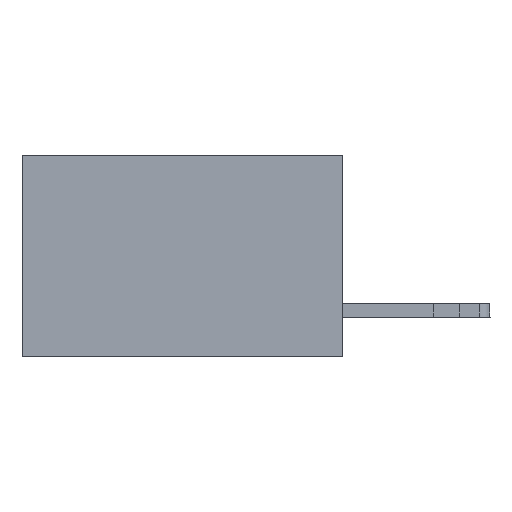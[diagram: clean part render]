
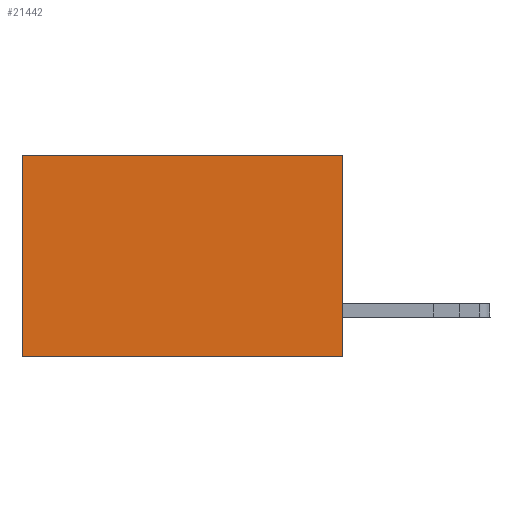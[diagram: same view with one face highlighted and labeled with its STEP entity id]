
A CAD part, left-side view. The second image highlights one B-rep face of the part: STEP entity #21442.
In plain terms, the highlighted planar face has unit normal (-1, 0, 0).
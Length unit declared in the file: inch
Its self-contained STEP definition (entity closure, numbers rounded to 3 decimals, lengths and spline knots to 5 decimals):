
#173 = LINE ( 'NONE', #24609, #14657 ) ;
#831 = EDGE_CURVE ( 'NONE', #27928, #17368, #24074, .T. ) ;
#1284 = CARTESIAN_POINT ( 'NONE',  ( 0.277, 0.59, 0. ) ) ;
#1456 = PLANE ( 'NONE',  #27595 ) ;
#2648 = CARTESIAN_POINT ( 'NONE',  ( 0.277, 0.59, -0.37 ) ) ;
#3455 = ORIENTED_EDGE ( 'NONE', *, *, #21640, .F. ) ;
#3632 = CARTESIAN_POINT ( 'NONE',  ( 0.277, 0.59, -0.37 ) ) ;
#3775 = VECTOR ( 'NONE', #3958, 39.37008 ) ;
#3958 = DIRECTION ( 'NONE',  ( 0., 0., -1. ) ) ;
#4949 = CARTESIAN_POINT ( 'NONE',  ( 0.277, 0., 0. ) ) ;
#4964 = VERTEX_POINT ( 'NONE', #2648 ) ;
#5966 = VECTOR ( 'NONE', #24377, 39.37008 ) ;
#6053 = LINE ( 'NONE', #3632, #3775 ) ;
#7058 = ORIENTED_EDGE ( 'NONE', *, *, #20361, .T. ) ;
#7924 = DIRECTION ( 'NONE',  ( 0., 1., 0. ) ) ;
#8519 = ORIENTED_EDGE ( 'NONE', *, *, #831, .T. ) ;
#9326 = EDGE_CURVE ( 'NONE', #10824, #4964, #173, .T. ) ;
#10018 = CARTESIAN_POINT ( 'NONE',  ( 0.277, 0., -0.37 ) ) ;
#10324 = DIRECTION ( 'NONE',  ( 0., 0., -1. ) ) ;
#10824 = VERTEX_POINT ( 'NONE', #29862 ) ;
#14657 = VECTOR ( 'NONE', #7924, 39.37008 ) ;
#17120 = EDGE_LOOP ( 'NONE', ( #7058, #19719, #3455, #8519 ) ) ;
#17368 = VERTEX_POINT ( 'NONE', #1284 ) ;
#18823 = VECTOR ( 'NONE', #30228, 39.37008 ) ;
#19719 = ORIENTED_EDGE ( 'NONE', *, *, #9326, .F. ) ;
#20353 = CARTESIAN_POINT ( 'NONE',  ( 0.277, 0., -0.37 ) ) ;
#20361 = EDGE_CURVE ( 'NONE', #17368, #4964, #6053, .T. ) ;
#21442 = ADVANCED_FACE ( 'NONE', ( #23629 ), #1456, .F. ) ;
#21640 = EDGE_CURVE ( 'NONE', #27928, #10824, #30863, .T. ) ;
#22297 = DIRECTION ( 'NONE',  ( 1., 0., 0. ) ) ;
#23629 = FACE_OUTER_BOUND ( 'NONE', #17120, .T. ) ;
#24074 = LINE ( 'NONE', #4949, #5966 ) ;
#24377 = DIRECTION ( 'NONE',  ( 0., 1., 0. ) ) ;
#24609 = CARTESIAN_POINT ( 'NONE',  ( 0.277, 0., -0.37 ) ) ;
#27595 = AXIS2_PLACEMENT_3D ( 'NONE', #10018, #22297, #10324 ) ;
#27928 = VERTEX_POINT ( 'NONE', #30947 ) ;
#29862 = CARTESIAN_POINT ( 'NONE',  ( 0.277, 0., -0.37 ) ) ;
#30228 = DIRECTION ( 'NONE',  ( 0., 0., -1. ) ) ;
#30863 = LINE ( 'NONE', #20353, #18823 ) ;
#30947 = CARTESIAN_POINT ( 'NONE',  ( 0.277, 0., 0. ) ) ;
